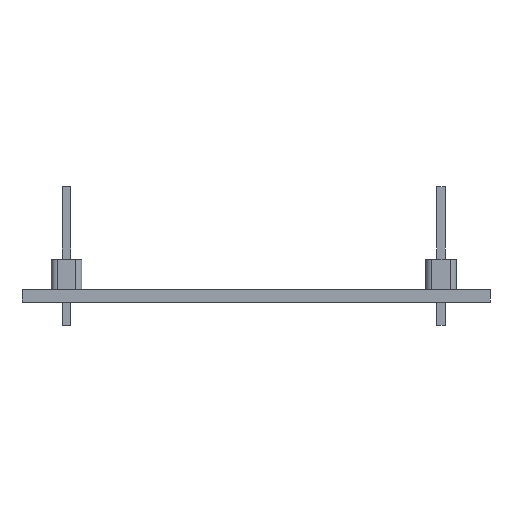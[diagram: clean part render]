
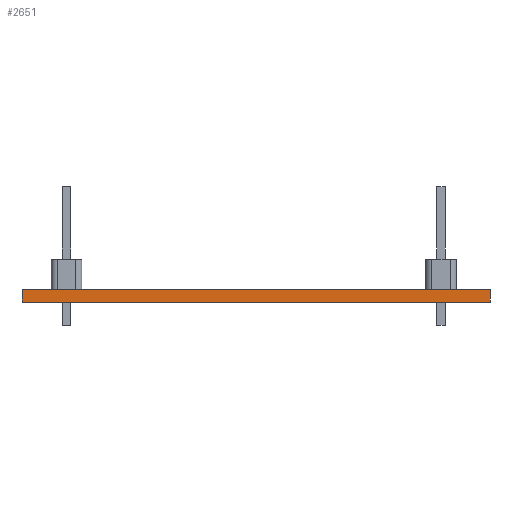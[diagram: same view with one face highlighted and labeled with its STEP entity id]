
A CAD part, left-side view. The second image highlights one B-rep face of the part: STEP entity #2651.
In plain terms, the highlighted planar face has unit normal (-1, 0, 0).
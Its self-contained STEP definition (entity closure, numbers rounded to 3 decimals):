
#231 = DIRECTION ( 'NONE',  ( 0., -1., 0. ) ) ;
#242 = PLANE ( 'NONE',  #431 ) ;
#296 = EDGE_CURVE ( 'NONE', #1136, #1763, #503, .T. ) ;
#318 = EDGE_CURVE ( 'NONE', #451, #1072, #1372, .T. ) ;
#425 = EDGE_CURVE ( 'NONE', #451, #1136, #1617, .T. ) ;
#431 = AXIS2_PLACEMENT_3D ( 'NONE', #1971, #740, #2968 ) ;
#451 = VERTEX_POINT ( 'NONE', #2073 ) ;
#503 = LINE ( 'NONE', #2740, #2834 ) ;
#528 = CARTESIAN_POINT ( 'NONE',  ( -16.51, -19.05, 1. ) ) ;
#597 = DIRECTION ( 'NONE',  ( 0., 0., -1. ) ) ;
#634 = CARTESIAN_POINT ( 'NONE',  ( -16.51, -19.05, 0. ) ) ;
#740 = DIRECTION ( 'NONE',  ( 1., 0., 0. ) ) ;
#803 = DIRECTION ( 'NONE',  ( 0., -1., 0. ) ) ;
#812 = CARTESIAN_POINT ( 'NONE',  ( -16.51, 19.05, 0. ) ) ;
#823 = CARTESIAN_POINT ( 'NONE',  ( -16.51, 19.05, 1. ) ) ;
#1072 = VERTEX_POINT ( 'NONE', #1901 ) ;
#1136 = VERTEX_POINT ( 'NONE', #812 ) ;
#1339 = VECTOR ( 'NONE', #2880, 1000. ) ;
#1344 = ORIENTED_EDGE ( 'NONE', *, *, #425, .T. ) ;
#1372 = LINE ( 'NONE', #528, #1597 ) ;
#1531 = VECTOR ( 'NONE', #597, 1000. ) ;
#1563 = ORIENTED_EDGE ( 'NONE', *, *, #318, .F. ) ;
#1597 = VECTOR ( 'NONE', #231, 1000. ) ;
#1617 = LINE ( 'NONE', #823, #1531 ) ;
#1763 = VERTEX_POINT ( 'NONE', #634 ) ;
#1863 = EDGE_CURVE ( 'NONE', #1072, #1763, #3075, .T. ) ;
#1897 = ORIENTED_EDGE ( 'NONE', *, *, #296, .T. ) ;
#1901 = CARTESIAN_POINT ( 'NONE',  ( -16.51, -19.05, 1. ) ) ;
#1971 = CARTESIAN_POINT ( 'NONE',  ( -16.51, -19.05, 1. ) ) ;
#2073 = CARTESIAN_POINT ( 'NONE',  ( -16.51, 19.05, 1. ) ) ;
#2303 = EDGE_LOOP ( 'NONE', ( #1897, #2437, #1563, #1344 ) ) ;
#2437 = ORIENTED_EDGE ( 'NONE', *, *, #1863, .F. ) ;
#2651 = ADVANCED_FACE ( 'NONE', ( #3195 ), #242, .F. ) ;
#2740 = CARTESIAN_POINT ( 'NONE',  ( -16.51, -19.05, 0. ) ) ;
#2834 = VECTOR ( 'NONE', #803, 1000. ) ;
#2880 = DIRECTION ( 'NONE',  ( 0., 0., -1. ) ) ;
#2899 = CARTESIAN_POINT ( 'NONE',  ( -16.51, -19.05, 1. ) ) ;
#2968 = DIRECTION ( 'NONE',  ( 0., 0., -1. ) ) ;
#3075 = LINE ( 'NONE', #2899, #1339 ) ;
#3195 = FACE_OUTER_BOUND ( 'NONE', #2303, .T. ) ;
